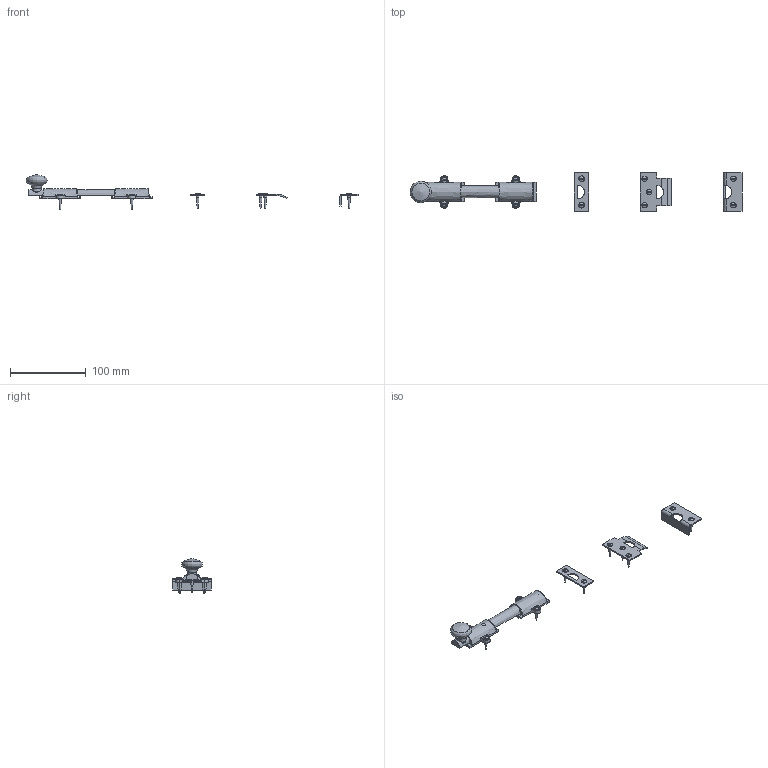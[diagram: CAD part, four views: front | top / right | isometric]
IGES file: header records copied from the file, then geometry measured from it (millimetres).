
Global section: file name: P7349-B; native system: Autodesk Inventor 2018; preprocessor: unknown; author: mblakey; date: 20180911.145510; units: millimetre
Bounding box: 438.69 x 51 x 45.8 mm (x, y, z)
Volume: 39921.2 mm3; surface area: 31751.3 mm2
Topology: 22 solids, 22 shells, 426 faces, 1161 edges, 754 vertices
Faces by surface type: bspline 426
